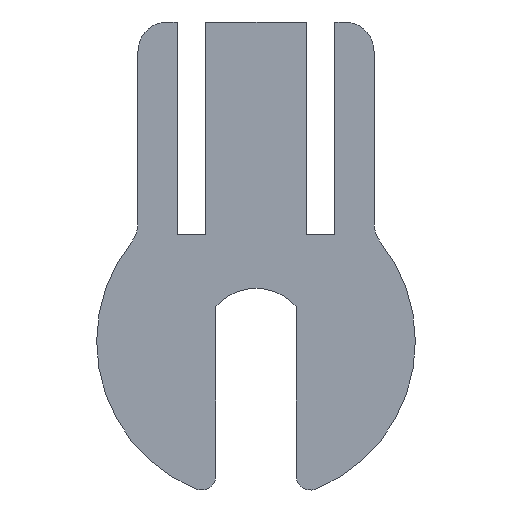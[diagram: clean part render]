
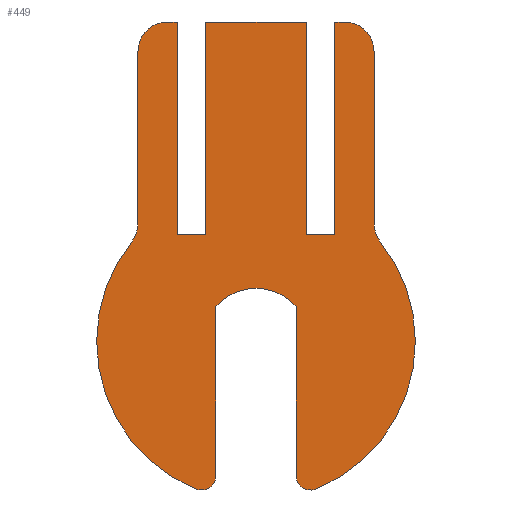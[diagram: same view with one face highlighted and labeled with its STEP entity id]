
A CAD part, left-side view. The second image highlights one B-rep face of the part: STEP entity #449.
In plain terms, the highlighted planar face has unit normal (-1, 0, 0).
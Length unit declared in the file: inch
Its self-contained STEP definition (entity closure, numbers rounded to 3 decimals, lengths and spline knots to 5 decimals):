
#17=PLANE('',#495);
#36=FACE_OUTER_BOUND('',#60,.T.);
#60=EDGE_LOOP('',(#326,#327,#328,#329,#330,#331,#332,#333,#334,#335,#336,
#337,#338,#339,#340,#341,#342,#343,#344,#345,#346,#347));
#83=LINE('',#684,#131);
#87=LINE('',#696,#135);
#90=LINE('',#706,#138);
#91=LINE('',#710,#139);
#92=LINE('',#713,#140);
#93=LINE('',#717,#141);
#94=LINE('',#719,#142);
#95=LINE('',#721,#143);
#96=LINE('',#723,#144);
#97=LINE('',#725,#145);
#98=LINE('',#727,#146);
#99=LINE('',#729,#147);
#100=LINE('',#730,#148);
#131=VECTOR('',#550,0.3937);
#135=VECTOR('',#562,0.3937);
#138=VECTOR('',#571,0.3937);
#139=VECTOR('',#574,0.3937);
#140=VECTOR('',#577,0.3937);
#141=VECTOR('',#580,0.3937);
#142=VECTOR('',#581,0.3937);
#143=VECTOR('',#582,0.3937);
#144=VECTOR('',#583,0.3937);
#145=VECTOR('',#584,0.3937);
#146=VECTOR('',#585,0.3937);
#147=VECTOR('',#586,0.3937);
#148=VECTOR('',#587,0.3937);
#174=CIRCLE('',#482,0.19685);
#176=CIRCLE('',#485,1.06299);
#178=CIRCLE('',#488,0.19685);
#181=CIRCLE('',#493,0.19685);
#182=CIRCLE('',#496,1.06299);
#183=CIRCLE('',#497,0.09843);
#184=CIRCLE('',#498,0.35433);
#185=CIRCLE('',#499,0.09843);
#186=CIRCLE('',#500,0.19685);
#192=VERTEX_POINT('',#659);
#193=VERTEX_POINT('',#660);
#196=VERTEX_POINT('',#668);
#198=VERTEX_POINT('',#674);
#199=VERTEX_POINT('',#675);
#202=VERTEX_POINT('',#683);
#205=VERTEX_POINT('',#691);
#206=VERTEX_POINT('',#695);
#208=VERTEX_POINT('',#701);
#209=VERTEX_POINT('',#703);
#210=VERTEX_POINT('',#705);
#211=VERTEX_POINT('',#707);
#212=VERTEX_POINT('',#709);
#213=VERTEX_POINT('',#712);
#214=VERTEX_POINT('',#714);
#215=VERTEX_POINT('',#716);
#216=VERTEX_POINT('',#718);
#217=VERTEX_POINT('',#720);
#218=VERTEX_POINT('',#722);
#219=VERTEX_POINT('',#724);
#220=VERTEX_POINT('',#726);
#221=VERTEX_POINT('',#728);
#236=EDGE_CURVE('',#192,#193,#174,.T.);
#240=EDGE_CURVE('',#193,#196,#176,.T.);
#243=EDGE_CURVE('',#198,#199,#178,.T.);
#247=EDGE_CURVE('',#202,#199,#83,.T.);
#251=EDGE_CURVE('',#202,#205,#181,.T.);
#253=EDGE_CURVE('',#206,#205,#87,.T.);
#256=EDGE_CURVE('',#208,#198,#182,.T.);
#257=EDGE_CURVE('',#209,#208,#183,.T.);
#258=EDGE_CURVE('',#210,#209,#90,.T.);
#259=EDGE_CURVE('',#210,#211,#184,.T.);
#260=EDGE_CURVE('',#212,#211,#91,.T.);
#261=EDGE_CURVE('',#196,#212,#185,.T.);
#262=EDGE_CURVE('',#192,#213,#92,.T.);
#263=EDGE_CURVE('',#214,#213,#186,.T.);
#264=EDGE_CURVE('',#214,#215,#93,.T.);
#265=EDGE_CURVE('',#216,#215,#94,.T.);
#266=EDGE_CURVE('',#217,#216,#95,.T.);
#267=EDGE_CURVE('',#218,#217,#96,.T.);
#268=EDGE_CURVE('',#218,#219,#97,.T.);
#269=EDGE_CURVE('',#220,#219,#98,.T.);
#270=EDGE_CURVE('',#221,#220,#99,.T.);
#271=EDGE_CURVE('',#206,#221,#100,.T.);
#326=ORIENTED_EDGE('',*,*,#251,.F.);
#327=ORIENTED_EDGE('',*,*,#247,.T.);
#328=ORIENTED_EDGE('',*,*,#243,.F.);
#329=ORIENTED_EDGE('',*,*,#256,.F.);
#330=ORIENTED_EDGE('',*,*,#257,.F.);
#331=ORIENTED_EDGE('',*,*,#258,.F.);
#332=ORIENTED_EDGE('',*,*,#259,.T.);
#333=ORIENTED_EDGE('',*,*,#260,.F.);
#334=ORIENTED_EDGE('',*,*,#261,.F.);
#335=ORIENTED_EDGE('',*,*,#240,.F.);
#336=ORIENTED_EDGE('',*,*,#236,.F.);
#337=ORIENTED_EDGE('',*,*,#262,.T.);
#338=ORIENTED_EDGE('',*,*,#263,.F.);
#339=ORIENTED_EDGE('',*,*,#264,.T.);
#340=ORIENTED_EDGE('',*,*,#265,.F.);
#341=ORIENTED_EDGE('',*,*,#266,.F.);
#342=ORIENTED_EDGE('',*,*,#267,.F.);
#343=ORIENTED_EDGE('',*,*,#268,.T.);
#344=ORIENTED_EDGE('',*,*,#269,.F.);
#345=ORIENTED_EDGE('',*,*,#270,.F.);
#346=ORIENTED_EDGE('',*,*,#271,.F.);
#347=ORIENTED_EDGE('',*,*,#253,.T.);
#449=ADVANCED_FACE('',(#36),#17,.F.);
#482=AXIS2_PLACEMENT_3D('',#661,#527,#528);
#485=AXIS2_PLACEMENT_3D('',#669,#535,#536);
#488=AXIS2_PLACEMENT_3D('',#676,#542,#543);
#493=AXIS2_PLACEMENT_3D('',#692,#557,#558);
#495=AXIS2_PLACEMENT_3D('',#700,#565,#566);
#496=AXIS2_PLACEMENT_3D('',#702,#567,#568);
#497=AXIS2_PLACEMENT_3D('',#704,#569,#570);
#498=AXIS2_PLACEMENT_3D('',#708,#572,#573);
#499=AXIS2_PLACEMENT_3D('',#711,#575,#576);
#500=AXIS2_PLACEMENT_3D('',#715,#578,#579);
#527=DIRECTION('center_axis',(-1.,0.,0.));
#528=DIRECTION('ref_axis',(0.,0.944,-0.331));
#535=DIRECTION('center_axis',(1.,0.,0.));
#536=DIRECTION('ref_axis',(0.,-0.741,0.672));
#542=DIRECTION('center_axis',(-1.,0.,0.));
#543=DIRECTION('ref_axis',(0.,-0.944,-0.331));
#550=DIRECTION('',(0.,0.,-1.));
#557=DIRECTION('center_axis',(1.,0.,0.));
#558=DIRECTION('ref_axis',(0.,0.707,0.707));
#562=DIRECTION('',(0.,1.,0.));
#565=DIRECTION('center_axis',(1.,0.,0.));
#566=DIRECTION('ref_axis',(0.,1.,0.));
#567=DIRECTION('center_axis',(1.,0.,0.));
#568=DIRECTION('ref_axis',(0.,0.379,-0.925));
#569=DIRECTION('center_axis',(1.,0.,0.));
#570=DIRECTION('ref_axis',(0.,-1.,0.));
#571=DIRECTION('',(0.,0.,-1.));
#572=DIRECTION('center_axis',(1.,0.,0.));
#573=DIRECTION('ref_axis',(0.,0.755,0.656));
#574=DIRECTION('',(0.,0.,1.));
#575=DIRECTION('center_axis',(1.,0.,0.));
#576=DIRECTION('ref_axis',(0.,-0.379,-0.925));
#577=DIRECTION('',(0.,0.,1.));
#578=DIRECTION('center_axis',(1.,0.,0.));
#579=DIRECTION('ref_axis',(0.,-0.707,0.707));
#580=DIRECTION('',(0.,1.,0.));
#581=DIRECTION('',(0.,0.,1.));
#582=DIRECTION('',(0.,-1.,0.));
#583=DIRECTION('',(0.,0.,-1.));
#584=DIRECTION('',(0.,1.,0.));
#585=DIRECTION('',(0.,0.,1.));
#586=DIRECTION('',(0.,-1.,0.));
#587=DIRECTION('',(0.,0.,-1.));
#659=CARTESIAN_POINT('',(0.,-0.7875,0.78629));
#660=CARTESIAN_POINT('',(0.,-0.83055,0.66344));
#661=CARTESIAN_POINT('Origin',(0.,-0.98435,0.78629));
#668=CARTESIAN_POINT('',(0.,-0.40323,-0.98354));
#669=CARTESIAN_POINT('Origin',(0.,0.,0.));
#674=CARTESIAN_POINT('',(0.,0.83055,0.66344));
#675=CARTESIAN_POINT('',(0.,0.7875,0.78629));
#676=CARTESIAN_POINT('Origin',(0.,0.98435,0.78629));
#683=CARTESIAN_POINT('',(0.,0.7875,1.93447));
#684=CARTESIAN_POINT('',(0.,0.7875,2.13132));
#691=CARTESIAN_POINT('',(0.,0.59065,2.13132));
#692=CARTESIAN_POINT('Origin',(0.,0.59065,1.93447));
#695=CARTESIAN_POINT('',(0.,0.525,2.13132));
#696=CARTESIAN_POINT('',(0.,-0.7875,2.13132));
#700=CARTESIAN_POINT('Origin',(0.,0.,0.57021));
#701=CARTESIAN_POINT('',(0.,0.40323,-0.98354));
#702=CARTESIAN_POINT('Origin',(0.,0.,0.));
#703=CARTESIAN_POINT('',(0.,0.26747,-0.89247));
#704=CARTESIAN_POINT('Origin',(0.,0.3659,-0.89247));
#705=CARTESIAN_POINT('',(0.,0.26747,0.2324));
#706=CARTESIAN_POINT('',(0.,0.26747,0.2324));
#707=CARTESIAN_POINT('',(0.,-0.26747,0.2324));
#708=CARTESIAN_POINT('Origin',(0.,0.,0.));
#709=CARTESIAN_POINT('',(0.,-0.26747,-0.89247));
#710=CARTESIAN_POINT('',(0.,-0.26747,-0.89247));
#711=CARTESIAN_POINT('Origin',(0.,-0.3659,-0.89247));
#712=CARTESIAN_POINT('',(0.,-0.7875,1.93447));
#713=CARTESIAN_POINT('',(0.,-0.7875,0.714));
#714=CARTESIAN_POINT('',(0.,-0.59065,2.13132));
#715=CARTESIAN_POINT('Origin',(0.,-0.59065,1.93447));
#716=CARTESIAN_POINT('',(0.,-0.525,2.13132));
#717=CARTESIAN_POINT('',(0.,-0.7875,2.13132));
#718=CARTESIAN_POINT('',(0.,-0.525,0.714));
#719=CARTESIAN_POINT('',(0.,-0.525,0.714));
#720=CARTESIAN_POINT('',(0.,-0.33387,0.714));
#721=CARTESIAN_POINT('',(0.,-0.33387,0.714));
#722=CARTESIAN_POINT('',(0.,-0.33387,2.13132));
#723=CARTESIAN_POINT('',(0.,-0.33387,2.13132));
#724=CARTESIAN_POINT('',(0.,0.33388,2.13132));
#725=CARTESIAN_POINT('',(0.,-0.7875,2.13132));
#726=CARTESIAN_POINT('',(0.,0.33388,0.714));
#727=CARTESIAN_POINT('',(0.,0.33388,0.714));
#728=CARTESIAN_POINT('',(0.,0.525,0.714));
#729=CARTESIAN_POINT('',(0.,0.525,0.714));
#730=CARTESIAN_POINT('',(0.,0.525,2.13132));
